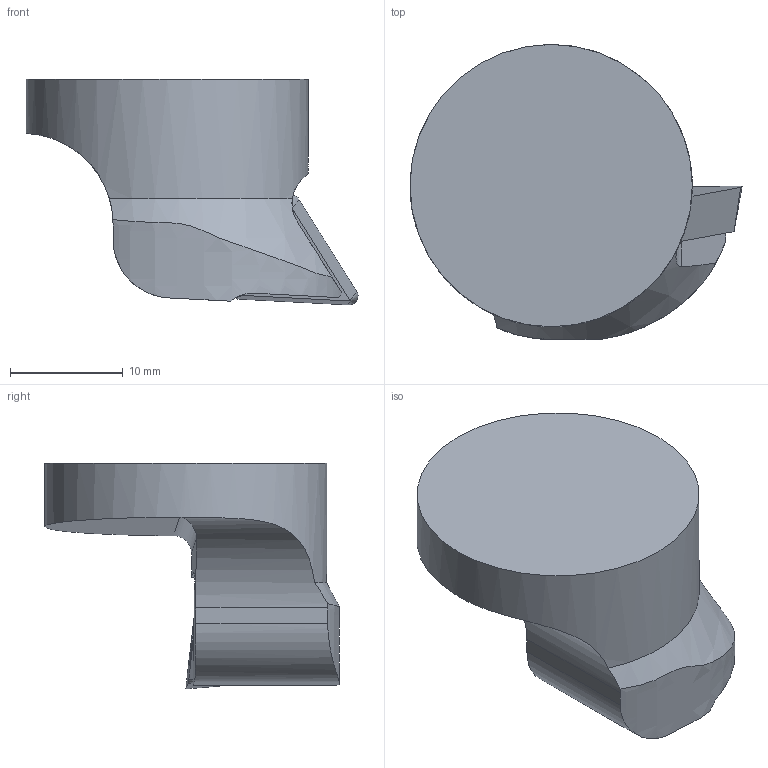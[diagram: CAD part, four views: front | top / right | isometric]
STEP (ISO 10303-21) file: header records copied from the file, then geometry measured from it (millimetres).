
FILE_DESCRIPTION(/* description */ (''),/* implementation_level */ '2;1');
FILE_NAME(/* name */ '1642127881083.stp',/* time_stamp */ '2022-01-14T08:08:24+06:00',/* author */ (''),/* organization */ ('SMS'),/* preprocessor_version */ 'ST-DEVELOPER v16.7',/* originating_system */ 'SIEMENS PLM Software NX 12.0',/* authorisation */ '');
FILE_SCHEMA (('AUTOMOTIVE_DESIGN { 1 0 10303 214 3 1 1 1 }'));
Length unit declared in the file: millimetre
Products named in the file (4): IsoTurningInsert; ASSEMBLY_CONSTRUCTION; 203893437mod000_00; 203893435mod000_00
Assembly tree (3 placements, depth 2):
  203893435mod000_00
    203893437mod000_00
    ASSEMBLY_CONSTRUCTION
    IsoTurningInsert
Bounding box: 29.4 x 26.1 x 20 mm (x, y, z)
Volume: 5414.5 mm3; surface area: 2705 mm2
Topology: 2 solids, 4 shells, 51 faces, 132 edges, 95 vertices
Faces by surface type: plane 24, cone 12, cylinder 9, torus 4, extrusion 1, sphere 1
Full cylindrical faces by diameter (mm): 3.5 x1, 4.4 x2, 25 x1
Entity records: 1888 total; most frequent: CARTESIAN_POINT 555, DIRECTION 255, ORIENTED_EDGE 218, EDGE_CURVE 109, AXIS2_PLACEMENT_3D 103, VERTEX_POINT 79, EDGE_LOOP 67, ADVANCED_FACE 51
